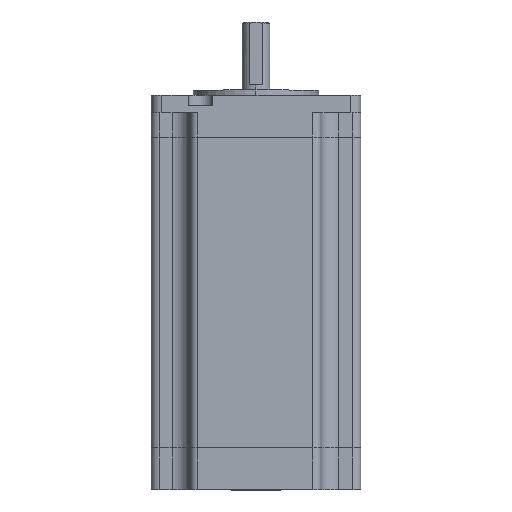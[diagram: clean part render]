
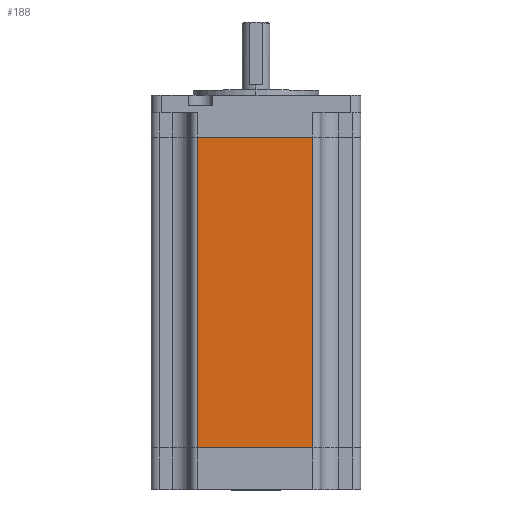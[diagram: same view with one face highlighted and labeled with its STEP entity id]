
A CAD part, top view. The second image highlights one B-rep face of the part: STEP entity #188.
In plain terms, the highlighted planar face has unit normal (0, 0, 1).
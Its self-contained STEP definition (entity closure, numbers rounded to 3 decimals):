
#172 = CARTESIAN_POINT ( 'NONE',  ( 16.3, -95.99, 30. ) ) ;
#188 = ADVANCED_FACE ( 'NONE', ( #2421 ), #1235, .F. ) ;
#453 = EDGE_CURVE ( 'NONE', #7218, #6562, #3738, .T. ) ;
#469 = EDGE_LOOP ( 'NONE', ( #7633, #4234, #4129, #7974 ) ) ;
#674 = DIRECTION ( 'NONE',  ( 0., 1., 0. ) ) ;
#716 = LINE ( 'NONE', #3214, #1381 ) ;
#899 = DIRECTION ( 'NONE',  ( 1., 0., 0. ) ) ;
#945 = LINE ( 'NONE', #5435, #6311 ) ;
#1235 = PLANE ( 'NONE',  #3023 ) ;
#1381 = VECTOR ( 'NONE', #674, 1000. ) ;
#1496 = DIRECTION ( 'NONE',  ( -1., 0., 0. ) ) ;
#1592 = EDGE_CURVE ( 'NONE', #7704, #7218, #2725, .T. ) ;
#2421 = FACE_OUTER_BOUND ( 'NONE', #469, .T. ) ;
#2725 = LINE ( 'NONE', #7134, #4366 ) ;
#2872 = EDGE_CURVE ( 'NONE', #7704, #7979, #716, .T. ) ;
#3023 = AXIS2_PLACEMENT_3D ( 'NONE', #4288, #3747, #6257 ) ;
#3214 = CARTESIAN_POINT ( 'NONE',  ( 16.3, -108., 30. ) ) ;
#3564 = CARTESIAN_POINT ( 'NONE',  ( -16.7, -7.001, 30. ) ) ;
#3738 = LINE ( 'NONE', #5127, #6323 ) ;
#3747 = DIRECTION ( 'NONE',  ( 0., 0., -1. ) ) ;
#4129 = ORIENTED_EDGE ( 'NONE', *, *, #4579, .F. ) ;
#4234 = ORIENTED_EDGE ( 'NONE', *, *, #2872, .T. ) ;
#4288 = CARTESIAN_POINT ( 'NONE',  ( 27., 5., 30. ) ) ;
#4366 = VECTOR ( 'NONE', #1496, 1000. ) ;
#4579 = EDGE_CURVE ( 'NONE', #6562, #7979, #945, .T. ) ;
#5127 = CARTESIAN_POINT ( 'NONE',  ( -16.7, -108., 30. ) ) ;
#5435 = CARTESIAN_POINT ( 'NONE',  ( 27., -7.001, 30. ) ) ;
#5762 = CARTESIAN_POINT ( 'NONE',  ( -16.7, -95.99, 30. ) ) ;
#6257 = DIRECTION ( 'NONE',  ( -1., 0., 0. ) ) ;
#6311 = VECTOR ( 'NONE', #899, 1000. ) ;
#6321 = DIRECTION ( 'NONE',  ( 0., 1., 0. ) ) ;
#6323 = VECTOR ( 'NONE', #6321, 1000. ) ;
#6562 = VERTEX_POINT ( 'NONE', #3564 ) ;
#6748 = CARTESIAN_POINT ( 'NONE',  ( 16.3, -7.001, 30. ) ) ;
#7134 = CARTESIAN_POINT ( 'NONE',  ( 27., -95.99, 30. ) ) ;
#7218 = VERTEX_POINT ( 'NONE', #5762 ) ;
#7633 = ORIENTED_EDGE ( 'NONE', *, *, #1592, .F. ) ;
#7704 = VERTEX_POINT ( 'NONE', #172 ) ;
#7974 = ORIENTED_EDGE ( 'NONE', *, *, #453, .F. ) ;
#7979 = VERTEX_POINT ( 'NONE', #6748 ) ;
